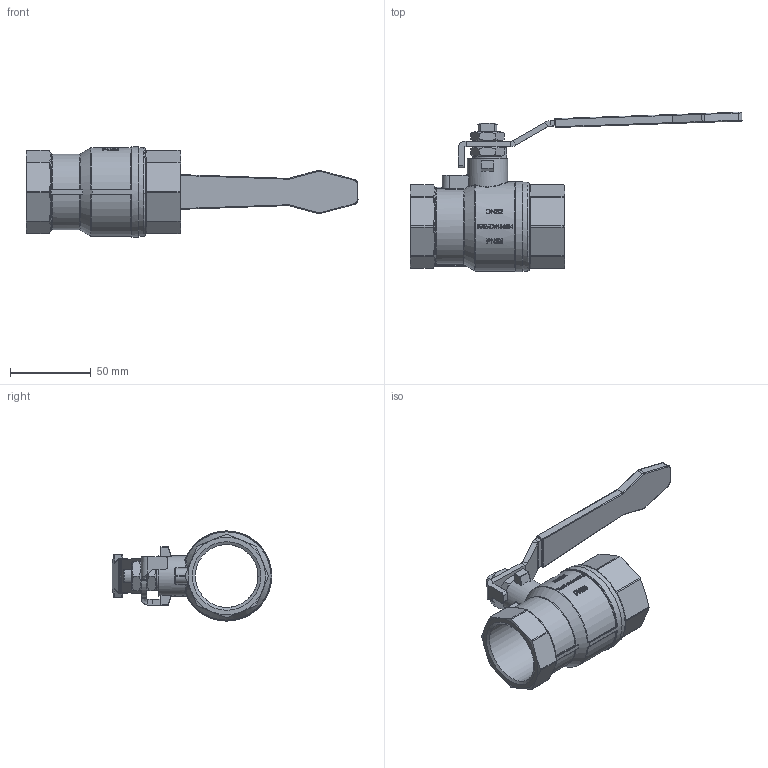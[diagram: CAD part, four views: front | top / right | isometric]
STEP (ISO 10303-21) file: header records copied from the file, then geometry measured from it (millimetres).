
FILE_DESCRIPTION (( 'STEP AP214' ), '1' );
FILE_NAME ('DVGW-K2-114-G16-4 2212.STEP', '2022-12-05T12:56:27', ( '' ), ( '' ), 'SwSTEP 2.0', 'SolidWorks 2019', '' );
FILE_SCHEMA (( 'AUTOMOTIVE_DESIGN' ));
Length unit declared in the file: millimetre
Products named in the file (1): DVGW-K2-114-G16-4 2212
Bounding box: 205.9 x 99 x 56 mm (x, y, z)
Volume: 114432.5 mm3; surface area: 41704.9 mm2
Topology: 1 solids, 1 shells, 879 faces, 2217 edges, 1377 vertices
Faces by surface type: plane 333, bspline 288, cylinder 177, cone 37, torus 28, sphere 16
Full cylindrical faces by diameter (mm): 17.9 x1, 22.205 x1, 25 x1, 38.952 x1, 38.953 x1, 55 x1, 56 x1
Entity records: 38681 total; most frequent: CARTESIAN_POINT 17516, ORIENTED_EDGE 4344, DIRECTION 2811, EDGE_CURVE 2172, VERTEX_POINT 1370, AXIS2_PLACEMENT_3D 960, EDGE_LOOP 956, VECTOR 891
